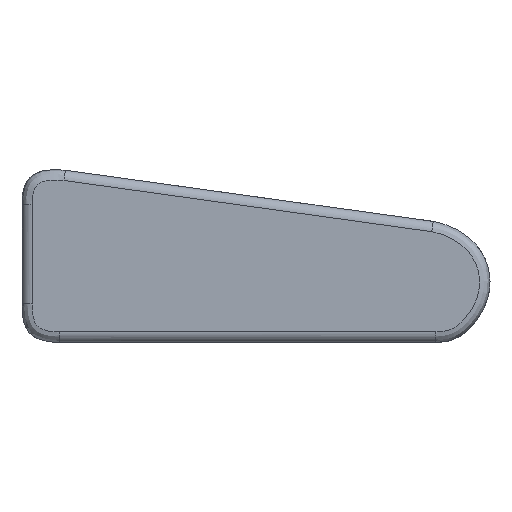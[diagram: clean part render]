
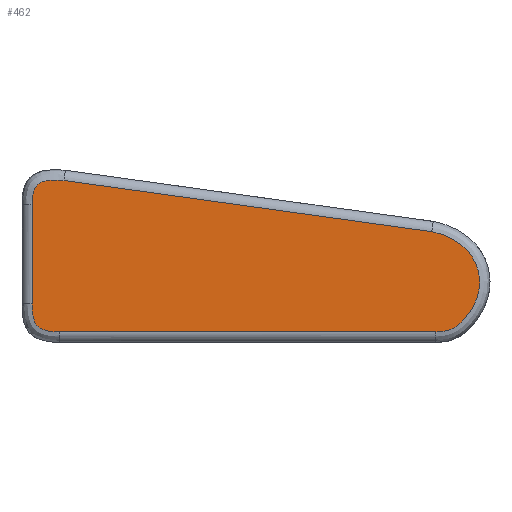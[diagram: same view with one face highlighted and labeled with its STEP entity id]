
A CAD part, front view. The second image highlights one B-rep face of the part: STEP entity #462.
In plain terms, the highlighted planar face has unit normal (0, -1, 0).
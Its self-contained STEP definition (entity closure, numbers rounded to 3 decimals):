
#25=PLANE('',#503);
#36=LINE('',#868,#70);
#39=LINE('',#936,#73);
#40=LINE('',#1265,#74);
#70=VECTOR('',#526,10.);
#73=VECTOR('',#531,10.);
#74=VECTOR('',#534,10.);
#123=FACE_OUTER_BOUND('',#151,.T.);
#151=EDGE_LOOP('',(#357,#358,#359,#360,#361,#362));
#173=B_SPLINE_CURVE_WITH_KNOTS('',3,(#783,#784,#785,#786,#787,#788,#789,
#790,#791,#792,#793,#794,#795,#796,#797,#798,#799,#800,#801,#802,#803,#804,
#805,#806,#807),.UNSPECIFIED.,.F.,.F.,(4,2,1,1,1,1,1,1,1,1,1,1,1,1,1,1,
1,1,1,2,4),(-0.002,0.,0.067,0.135,
0.202,0.269,0.337,0.404,
0.539,0.606,0.674,0.741,
0.808,0.943,1.078,1.212,1.28,
1.314,1.33,1.347,1.352),
 .UNSPECIFIED.);
#177=B_SPLINE_CURVE_WITH_KNOTS('',3,(#1018,#1019,#1020,#1021,#1022,#1023,
#1024,#1025,#1026,#1027,#1028,#1029,#1030,#1031,#1032,#1033),
 .UNSPECIFIED.,.F.,.F.,(4,2,1,1,1,1,1,1,1,1,1,1,4),(-1.415,-1.412,
-1.211,-1.009,-0.908,-0.858,
-0.807,-0.706,-0.605,-0.404,
-0.303,-0.202,-0.005),
 .UNSPECIFIED.);
#182=B_SPLINE_CURVE_WITH_KNOTS('',3,(#1243,#1244,#1245,#1246,#1247,#1248,
#1249,#1250,#1251,#1252,#1253,#1254,#1255,#1256,#1257,#1258,#1259,#1260,
#1261,#1262,#1263),.UNSPECIFIED.,.F.,.F.,(4,1,1,1,1,1,1,1,1,1,1,1,1,1,1,
1,1,1,4),(0.005,0.308,0.617,0.925,
1.233,1.85,2.158,2.467,2.775,
3.083,3.392,3.7,3.854,4.008,
4.163,4.24,4.278,4.298,4.316),
 .UNSPECIFIED.);
#200=VERTEX_POINT('',#765);
#201=VERTEX_POINT('',#782);
#202=VERTEX_POINT('',#867);
#205=VERTEX_POINT('',#886);
#206=VERTEX_POINT('',#1017);
#209=VERTEX_POINT('',#1190);
#242=EDGE_CURVE('',#200,#201,#173,.T.);
#244=EDGE_CURVE('',#201,#202,#36,.T.);
#249=EDGE_CURVE('',#205,#200,#39,.T.);
#250=EDGE_CURVE('',#202,#206,#177,.T.);
#255=EDGE_CURVE('',#209,#205,#182,.T.);
#256=EDGE_CURVE('',#206,#209,#40,.T.);
#357=ORIENTED_EDGE('',*,*,#242,.F.);
#358=ORIENTED_EDGE('',*,*,#249,.F.);
#359=ORIENTED_EDGE('',*,*,#255,.F.);
#360=ORIENTED_EDGE('',*,*,#256,.F.);
#361=ORIENTED_EDGE('',*,*,#250,.F.);
#362=ORIENTED_EDGE('',*,*,#244,.F.);
#462=ADVANCED_FACE('',(#123),#25,.F.);
#503=AXIS2_PLACEMENT_3D('',#1484,#555,#556);
#526=DIRECTION('',(0.,0.,1.));
#531=DIRECTION('',(-1.,0.,0.));
#534=DIRECTION('',(0.99,0.,-0.138));
#555=DIRECTION('center_axis',(0.,1.,0.));
#556=DIRECTION('ref_axis',(1.,0.,0.));
#765=CARTESIAN_POINT('',(-57.233,0.,-21.992));
#782=CARTESIAN_POINT('',(-65.129,0.,-13.878));
#783=CARTESIAN_POINT('Ctrl Pts',(-57.233,0.,-21.992));
#784=CARTESIAN_POINT('Ctrl Pts',(-57.239,0.,-21.992));
#785=CARTESIAN_POINT('Ctrl Pts',(-57.245,0.,-21.992));
#786=CARTESIAN_POINT('Ctrl Pts',(-57.475,0.,-21.995));
#787=CARTESIAN_POINT('Ctrl Pts',(-57.924,0.,-21.993));
#788=CARTESIAN_POINT('Ctrl Pts',(-58.597,0.,-21.969));
#789=CARTESIAN_POINT('Ctrl Pts',(-59.269,0.,-21.919));
#790=CARTESIAN_POINT('Ctrl Pts',(-59.938,0.,-21.841));
#791=CARTESIAN_POINT('Ctrl Pts',(-60.603,0.,-21.73));
#792=CARTESIAN_POINT('Ctrl Pts',(-61.477,0.,-21.528));
#793=CARTESIAN_POINT('Ctrl Pts',(-62.329,0.,-21.229));
#794=CARTESIAN_POINT('Ctrl Pts',(-63.108,0.,-20.777));
#795=CARTESIAN_POINT('Ctrl Pts',(-63.627,0.,-20.342));
#796=CARTESIAN_POINT('Ctrl Pts',(-64.051,0.,-19.815));
#797=CARTESIAN_POINT('Ctrl Pts',(-64.487,0.,-19.026));
#798=CARTESIAN_POINT('Ctrl Pts',(-64.836,0.,-17.953));
#799=CARTESIAN_POINT('Ctrl Pts',(-65.061,0.,-16.624));
#800=CARTESIAN_POINT('Ctrl Pts',(-65.137,0.,-15.502));
#801=CARTESIAN_POINT('Ctrl Pts',(-65.146,0.,-14.716));
#802=CARTESIAN_POINT('Ctrl Pts',(-65.142,0.,-14.324));
#803=CARTESIAN_POINT('Ctrl Pts',(-65.136,0.,-14.099));
#804=CARTESIAN_POINT('Ctrl Pts',(-65.133,0.,-13.987));
#805=CARTESIAN_POINT('Ctrl Pts',(-65.13,0.,-13.913));
#806=CARTESIAN_POINT('Ctrl Pts',(-65.129,0.,-13.896));
#807=CARTESIAN_POINT('Ctrl Pts',(-65.129,0.,-13.878));
#867=CARTESIAN_POINT('',(-65.129,0.,14.837));
#868=CARTESIAN_POINT('',(-65.129,0.,-6.913));
#886=CARTESIAN_POINT('',(51.638,0.,-21.992));
#936=CARTESIAN_POINT('',(25.626,0.,-21.992));
#1017=CARTESIAN_POINT('',(-55.937,0.,21.819));
#1018=CARTESIAN_POINT('Ctrl Pts',(-65.129,0.,
14.837));
#1019=CARTESIAN_POINT('Ctrl Pts',(-65.129,0.,
14.846));
#1020=CARTESIAN_POINT('Ctrl Pts',(-65.129,0.,
14.856));
#1021=CARTESIAN_POINT('Ctrl Pts',(-65.142,0.,
15.538));
#1022=CARTESIAN_POINT('Ctrl Pts',(-65.101,0.,
16.883));
#1023=CARTESIAN_POINT('Ctrl Pts',(-64.806,0.,
18.549));
#1024=CARTESIAN_POINT('Ctrl Pts',(-64.357,0.,
19.642));
#1025=CARTESIAN_POINT('Ctrl Pts',(-63.994,0.,
20.211));
#1026=CARTESIAN_POINT('Ctrl Pts',(-63.551,0.,
20.721));
#1027=CARTESIAN_POINT('Ctrl Pts',(-62.851,0.,
21.202));
#1028=CARTESIAN_POINT('Ctrl Pts',(-61.588,0.,
21.681));
#1029=CARTESIAN_POINT('Ctrl Pts',(-60.252,0.,
21.891));
#1030=CARTESIAN_POINT('Ctrl Pts',(-58.91,0.,
21.962));
#1031=CARTESIAN_POINT('Ctrl Pts',(-57.58,0.,
21.956));
#1032=CARTESIAN_POINT('Ctrl Pts',(-56.59,0.,
21.886));
#1033=CARTESIAN_POINT('Ctrl Pts',(-55.937,0.,
21.819));
#1190=CARTESIAN_POINT('',(50.438,0.,7.024));
#1243=CARTESIAN_POINT('Ctrl Pts',(50.438,0.,7.024));
#1244=CARTESIAN_POINT('Ctrl Pts',(51.434,0.,6.849));
#1245=CARTESIAN_POINT('Ctrl Pts',(53.411,0.,6.323));
#1246=CARTESIAN_POINT('Ctrl Pts',(56.23,0.,5.091));
#1247=CARTESIAN_POINT('Ctrl Pts',(58.842,0.,3.437));
#1248=CARTESIAN_POINT('Ctrl Pts',(61.884,0.,0.632));
#1249=CARTESIAN_POINT('Ctrl Pts',(63.837,0.,-3.106));
#1250=CARTESIAN_POINT('Ctrl Pts',(64.424,0.,-7.202));
#1251=CARTESIAN_POINT('Ctrl Pts',(64.187,0.,-10.295));
#1252=CARTESIAN_POINT('Ctrl Pts',(63.235,0.,-13.25));
#1253=CARTESIAN_POINT('Ctrl Pts',(61.712,0.,-15.947));
#1254=CARTESIAN_POINT('Ctrl Pts',(59.815,0.,-18.378));
#1255=CARTESIAN_POINT('Ctrl Pts',(57.964,0.,-20.186));
#1256=CARTESIAN_POINT('Ctrl Pts',(56.174,0.,-21.22));
#1257=CARTESIAN_POINT('Ctrl Pts',(54.701,0.,-21.699));
#1258=CARTESIAN_POINT('Ctrl Pts',(53.431,0.,-21.904));
#1259=CARTESIAN_POINT('Ctrl Pts',(52.533,0.,-21.97));
#1260=CARTESIAN_POINT('Ctrl Pts',(52.084,0.,-21.986));
#1261=CARTESIAN_POINT('Ctrl Pts',(51.828,0.,-21.991));
#1262=CARTESIAN_POINT('Ctrl Pts',(51.701,0.,-21.992));
#1263=CARTESIAN_POINT('Ctrl Pts',(51.638,0.,-21.992));
#1265=CARTESIAN_POINT('',(-27.227,0.,17.826));
#1484=CARTESIAN_POINT('Origin',(-0.389,0.,-0.001));
